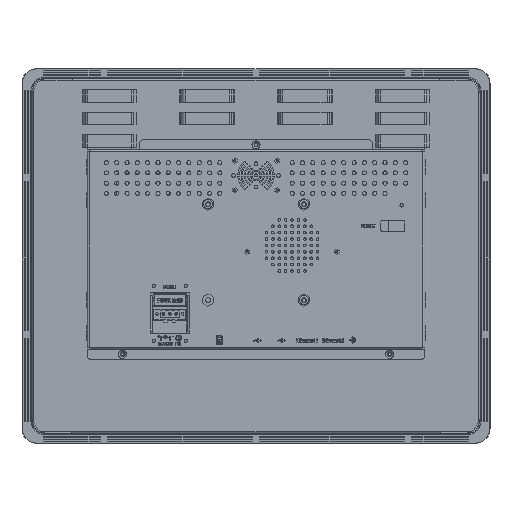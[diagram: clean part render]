
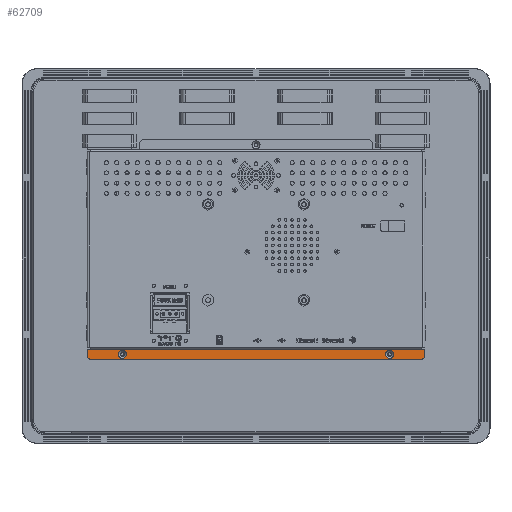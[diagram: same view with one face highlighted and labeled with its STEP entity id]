
A CAD part, top view. The second image highlights one B-rep face of the part: STEP entity #62709.
In plain terms, the highlighted planar face has unit normal (0, 0, 1).
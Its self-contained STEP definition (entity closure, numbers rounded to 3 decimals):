
#922 = AXIS2_PLACEMENT_3D ( 'NONE', #2132, #2130, #2139 ) ;
#2130 = DIRECTION ( 'NONE',  ( 0., 0., 1. ) ) ;
#2132 = CARTESIAN_POINT ( 'NONE',  ( -129., -77.885, 22.68 ) ) ;
#2133 = FACE_BOUND ( 'NONE', #58974, .T. ) ;
#2135 = FACE_BOUND ( 'NONE', #58976, .T. ) ;
#2136 = FACE_OUTER_BOUND ( 'NONE', #58947, .T. ) ;
#2137 = PLANE ( 'NONE',  #922 ) ;
#2139 = DIRECTION ( 'NONE',  ( 0., -1., 0. ) ) ;
#9627 = VECTOR ( 'NONE', #11449, 1000. ) ;
#9631 = CIRCLE ( 'NONE', #9633, 3. ) ;
#9633 = AXIS2_PLACEMENT_3D ( 'NONE', #11460, #11461, #11462 ) ;
#9636 = VECTOR ( 'NONE', #11470, 1000. ) ;
#9639 = CIRCLE ( 'NONE', #9641, 3. ) ;
#9641 = AXIS2_PLACEMENT_3D ( 'NONE', #11478, #11479, #11480 ) ;
#9644 = VECTOR ( 'NONE', #11488, 1000. ) ;
#9648 = CIRCLE ( 'NONE', #9651, 3.15 ) ;
#9651 = AXIS2_PLACEMENT_3D ( 'NONE', #11497, #11498, #11499 ) ;
#9652 = CIRCLE ( 'NONE', #9655, 3.15 ) ;
#9654 = VECTOR ( 'NONE', #11511, 1000. ) ;
#9655 = AXIS2_PLACEMENT_3D ( 'NONE', #11507, #11508, #11509 ) ;
#11447 = LINE ( 'NONE', #11448, #9627 ) ;
#11448 = CARTESIAN_POINT ( 'NONE',  ( -132., -72.885, 22.68 ) ) ;
#11449 = DIRECTION ( 'NONE',  ( 0., 1., 0. ) ) ;
#11460 = CARTESIAN_POINT ( 'NONE',  ( -129., -77.885, 22.68 ) ) ;
#11461 = DIRECTION ( 'NONE',  ( 0., 0., -1. ) ) ;
#11462 = DIRECTION ( 'NONE',  ( 0., -1., 0. ) ) ;
#11468 = LINE ( 'NONE', #11469, #9636 ) ;
#11469 = CARTESIAN_POINT ( 'NONE',  ( -129., -80.885, 22.68 ) ) ;
#11470 = DIRECTION ( 'NONE',  ( -1., 0., 0. ) ) ;
#11478 = CARTESIAN_POINT ( 'NONE',  ( 129., -77.885, 22.68 ) ) ;
#11479 = DIRECTION ( 'NONE',  ( 0., 0., -1. ) ) ;
#11480 = DIRECTION ( 'NONE',  ( 0., -1., 0. ) ) ;
#11486 = LINE ( 'NONE', #11487, #9644 ) ;
#11487 = CARTESIAN_POINT ( 'NONE',  ( 132., -77.885, 22.68 ) ) ;
#11488 = DIRECTION ( 'NONE',  ( 0., -1., 0. ) ) ;
#11497 = CARTESIAN_POINT ( 'NONE',  ( 104.5, -76.885, 22.68 ) ) ;
#11498 = DIRECTION ( 'NONE',  ( 0., 0., 1. ) ) ;
#11499 = DIRECTION ( 'NONE',  ( 0., -1., 0. ) ) ;
#11500 = LINE ( 'NONE', #11501, #9654 ) ;
#11501 = CARTESIAN_POINT ( 'NONE',  ( 132., -72.885, 22.68 ) ) ;
#11507 = CARTESIAN_POINT ( 'NONE',  ( -104.5, -76.885, 22.68 ) ) ;
#11508 = DIRECTION ( 'NONE',  ( 0., 0., 1. ) ) ;
#11509 = DIRECTION ( 'NONE',  ( 0., -1., 0. ) ) ;
#11511 = DIRECTION ( 'NONE',  ( 1., 0., 0. ) ) ;
#18240 = CARTESIAN_POINT ( 'NONE',  ( 132., -72.885, 22.68 ) ) ;
#18242 = CARTESIAN_POINT ( 'NONE',  ( -129., -80.885, 22.68 ) ) ;
#18243 = CARTESIAN_POINT ( 'NONE',  ( -132., -77.885, 22.68 ) ) ;
#18244 = CARTESIAN_POINT ( 'NONE',  ( -132., -72.885, 22.68 ) ) ;
#18247 = CARTESIAN_POINT ( 'NONE',  ( 129., -80.885, 22.68 ) ) ;
#18248 = CARTESIAN_POINT ( 'NONE',  ( 132., -77.885, 22.68 ) ) ;
#44119 = VERTEX_POINT ( 'NONE', #49494 ) ;
#44122 = VERTEX_POINT ( 'NONE', #49496 ) ;
#44130 = VERTEX_POINT ( 'NONE', #49502 ) ;
#44132 = VERTEX_POINT ( 'NONE', #49504 ) ;
#49494 = CARTESIAN_POINT ( 'NONE',  ( -104.5, -73.735, 22.68 ) ) ;
#49496 = CARTESIAN_POINT ( 'NONE',  ( -104.5, -80.035, 22.68 ) ) ;
#49502 = CARTESIAN_POINT ( 'NONE',  ( 104.5, -73.735, 22.68 ) ) ;
#49504 = CARTESIAN_POINT ( 'NONE',  ( 104.5, -80.035, 22.68 ) ) ;
#58947 = EDGE_LOOP ( 'NONE', ( #71553, #71554, #71556, #71558, #71560, #71561 ) ) ;
#58974 = EDGE_LOOP ( 'NONE', ( #71547, #71549 ) ) ;
#58976 = EDGE_LOOP ( 'NONE', ( #71550, #71552 ) ) ;
#61994 = EDGE_CURVE ( 'NONE', #44119, #44122, #79246, .T. ) ;
#61998 = EDGE_CURVE ( 'NONE', #44130, #44132, #79253, .T. ) ;
#62709 = ADVANCED_FACE ( 'NONE', ( #2133, #2135, #2136 ), #2137, .T. ) ;
#70004 = EDGE_CURVE ( 'NONE', #71626, #71628, #11447, .T. ) ;
#70008 = EDGE_CURVE ( 'NONE', #71624, #71626, #9631, .T. ) ;
#70011 = EDGE_CURVE ( 'NONE', #71634, #71624, #11468, .T. ) ;
#70014 = EDGE_CURVE ( 'NONE', #71636, #71634, #9639, .T. ) ;
#70017 = EDGE_CURVE ( 'NONE', #71621, #71636, #11486, .T. ) ;
#70021 = EDGE_CURVE ( 'NONE', #44132, #44130, #9648, .T. ) ;
#70023 = EDGE_CURVE ( 'NONE', #44122, #44119, #9652, .T. ) ;
#70024 = EDGE_CURVE ( 'NONE', #71628, #71621, #11500, .T. ) ;
#71547 = ORIENTED_EDGE ( 'NONE', *, *, #70023, .F. ) ;
#71549 = ORIENTED_EDGE ( 'NONE', *, *, #61994, .F. ) ;
#71550 = ORIENTED_EDGE ( 'NONE', *, *, #70021, .F. ) ;
#71552 = ORIENTED_EDGE ( 'NONE', *, *, #61998, .F. ) ;
#71553 = ORIENTED_EDGE ( 'NONE', *, *, #70017, .F. ) ;
#71554 = ORIENTED_EDGE ( 'NONE', *, *, #70024, .F. ) ;
#71556 = ORIENTED_EDGE ( 'NONE', *, *, #70004, .F. ) ;
#71558 = ORIENTED_EDGE ( 'NONE', *, *, #70008, .F. ) ;
#71560 = ORIENTED_EDGE ( 'NONE', *, *, #70011, .F. ) ;
#71561 = ORIENTED_EDGE ( 'NONE', *, *, #70014, .F. ) ;
#71621 = VERTEX_POINT ( 'NONE', #18240 ) ;
#71624 = VERTEX_POINT ( 'NONE', #18242 ) ;
#71626 = VERTEX_POINT ( 'NONE', #18243 ) ;
#71628 = VERTEX_POINT ( 'NONE', #18244 ) ;
#71634 = VERTEX_POINT ( 'NONE', #18247 ) ;
#71636 = VERTEX_POINT ( 'NONE', #18248 ) ;
#78532 = CARTESIAN_POINT ( 'NONE',  ( -104.5, -76.885, 22.68 ) ) ;
#78533 = DIRECTION ( 'NONE',  ( 0., 0., 1. ) ) ;
#78534 = DIRECTION ( 'NONE',  ( 0., -1., 0. ) ) ;
#78544 = CARTESIAN_POINT ( 'NONE',  ( 104.5, -76.885, 22.68 ) ) ;
#78545 = DIRECTION ( 'NONE',  ( 0., 0., 1. ) ) ;
#78546 = DIRECTION ( 'NONE',  ( 0., -1., 0. ) ) ;
#79246 = CIRCLE ( 'NONE', #79247, 3.15 ) ;
#79247 = AXIS2_PLACEMENT_3D ( 'NONE', #78532, #78533, #78534 ) ;
#79253 = CIRCLE ( 'NONE', #79255, 3.15 ) ;
#79255 = AXIS2_PLACEMENT_3D ( 'NONE', #78544, #78545, #78546 ) ;
